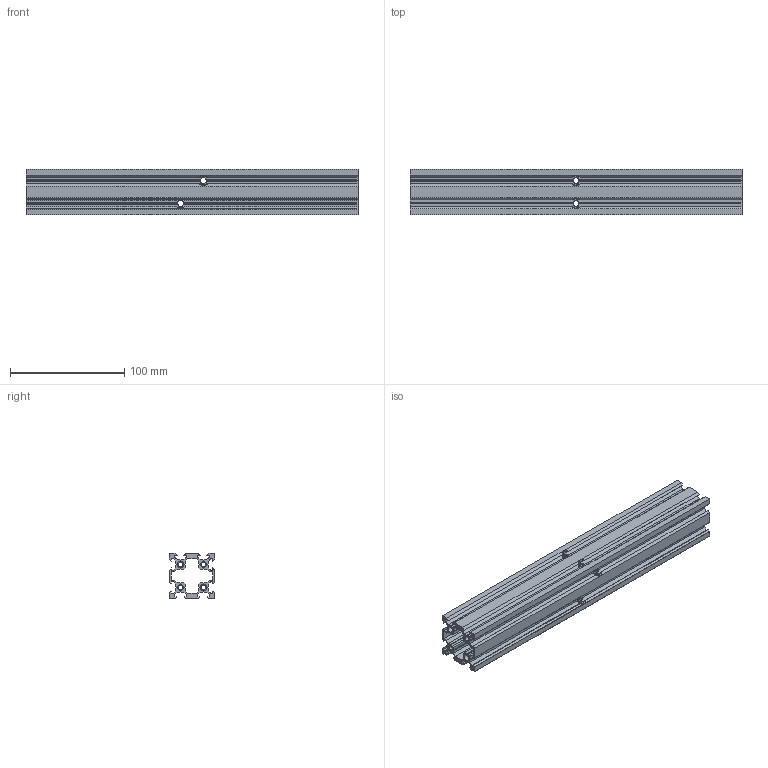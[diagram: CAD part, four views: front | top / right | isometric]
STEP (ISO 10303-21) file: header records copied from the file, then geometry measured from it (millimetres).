
FILE_DESCRIPTION (( 'STEP AP214' ), '1' );
FILE_NAME ('4040 profile.step', '2018-06-21T12:57:35', ( 'User' ), ( 'china' ), 'SwSTEP 2.0', 'SolidWorks 2016', '' );
FILE_SCHEMA (( 'AUTOMOTIVE_DESIGN' ));
Length unit declared in the file: millimetre
Products named in the file (1): 4040 profile
Bounding box: 290 x 40 x 40 mm (x, y, z)
Volume: 145682 mm3; surface area: 135431.2 mm2
Topology: 1 solids, 1 shells, 337 faces, 971 edges, 622 vertices
Faces by surface type: plane 206, cylinder 103, cone 28
Entity records: 11890 total; most frequent: CARTESIAN_POINT 3147, ORIENTED_EDGE 1942, DIRECTION 1697, EDGE_CURVE 971, VECTOR 669, LINE 669, VERTEX_POINT 622, AXIS2_PLACEMENT_3D 514
